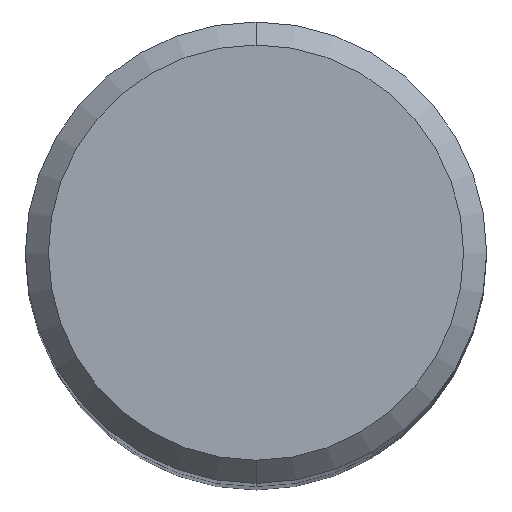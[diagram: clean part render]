
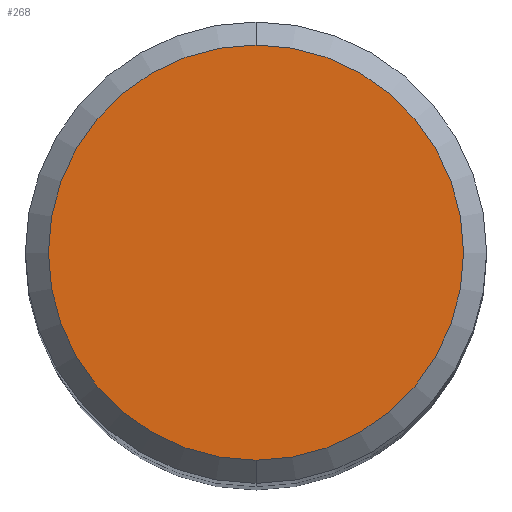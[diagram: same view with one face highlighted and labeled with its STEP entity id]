
A CAD part, top view. The second image highlights one B-rep face of the part: STEP entity #268.
In plain terms, the highlighted planar face has unit normal (0, 0, 1).
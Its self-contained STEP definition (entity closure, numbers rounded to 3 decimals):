
#182=VERTEX_POINT('',#485);
#254=VERTEX_POINT('',#563);
#268=ADVANCED_FACE('',(#579),#580,.T.);
#324=EDGE_CURVE('',#254,#182,#641,.T.);
#386=EDGE_CURVE('',#182,#254,#709,.T.);
#485=CARTESIAN_POINT('',(0.0,7.2,0.0));
#563=CARTESIAN_POINT('',(0.,-7.2,0.0));
#579=FACE_OUTER_BOUND('',#1014,.T.);
#580=PLANE('',#1015);
#641=CIRCLE('',#1171,7.2);
#709=CIRCLE('',#1365,7.2);
#1014=EDGE_LOOP('',(#1605,#1606));
#1015=AXIS2_PLACEMENT_3D('',#1607,#1608,#1609);
#1171=AXIS2_PLACEMENT_3D('',#1667,#1668,#1669);
#1365=AXIS2_PLACEMENT_3D('',#1735,#1736,#1737);
#1605=ORIENTED_EDGE('',*,*,#386,.F.);
#1606=ORIENTED_EDGE('',*,*,#324,.F.);
#1607=CARTESIAN_POINT('',(0.0,3.6,0.0));
#1608=DIRECTION('',(-0.0,0.0,1.0));
#1609=DIRECTION('',(0.0,-1.0,0.0));
#1667=CARTESIAN_POINT('',(0.0,0.0,0.0));
#1668=DIRECTION('',(0.0,0.0,-1.0));
#1669=DIRECTION('',(0.0,1.0,0.0));
#1735=CARTESIAN_POINT('',(0.0,0.0,0.0));
#1736=DIRECTION('',(0.0,0.0,-1.0));
#1737=DIRECTION('',(0.0,1.0,0.0));
